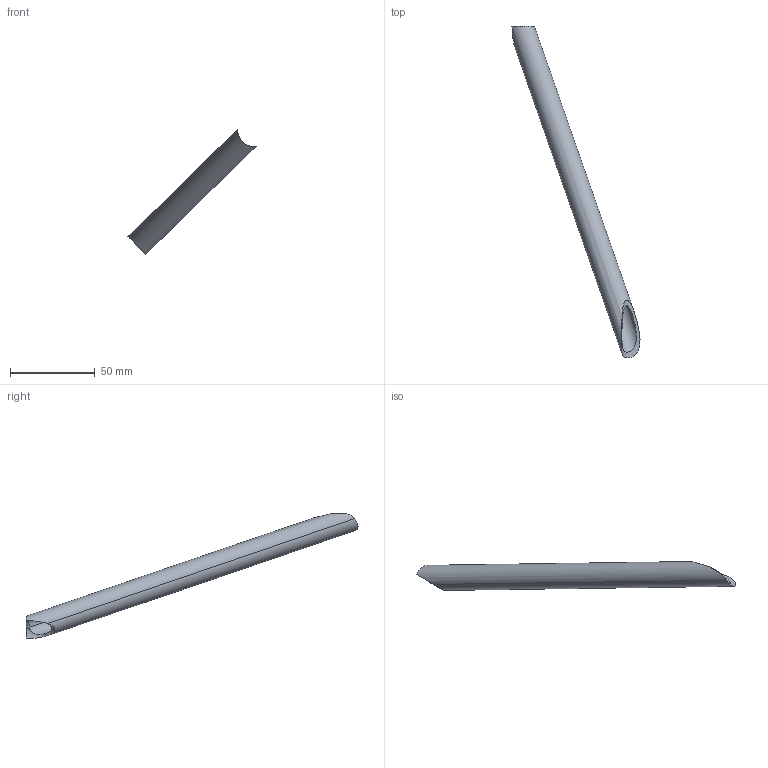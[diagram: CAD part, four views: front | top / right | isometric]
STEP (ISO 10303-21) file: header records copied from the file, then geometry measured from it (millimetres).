
FILE_DESCRIPTION(('CATIA V5 STEP Exchange'),'2;1');
FILE_NAME('107.stp','2021-12-07T13:59:48+00:00',('none'),('none'),'CATIA Version 5 Release 19 SP 2 (IN-10)','CATIA V5 STEP AP203','none');
FILE_SCHEMA(('CONFIG_CONTROL_DESIGN'));
Length unit declared in the file: millimetre
Products named in the file (1): Shape_006
Bounding box: 75.65 x 196.19 x 74.1 mm (x, y, z)
Volume: 12423.2 mm3; surface area: 16884.7 mm2
Topology: 1 solids, 1 shells, 8 faces, 22 edges, 15 vertices
Faces by surface type: cylinder 8
Entity records: 529 total; most frequent: CARTESIAN_POINT 305, ORIENTED_EDGE 44, DIRECTION 23, EDGE_CURVE 22, B_SPLINE_CURVE_WITH_KNOTS 15, VERTEX_POINT 15, AXIS2_PLACEMENT_3D 9, EDGE_LOOP 9
